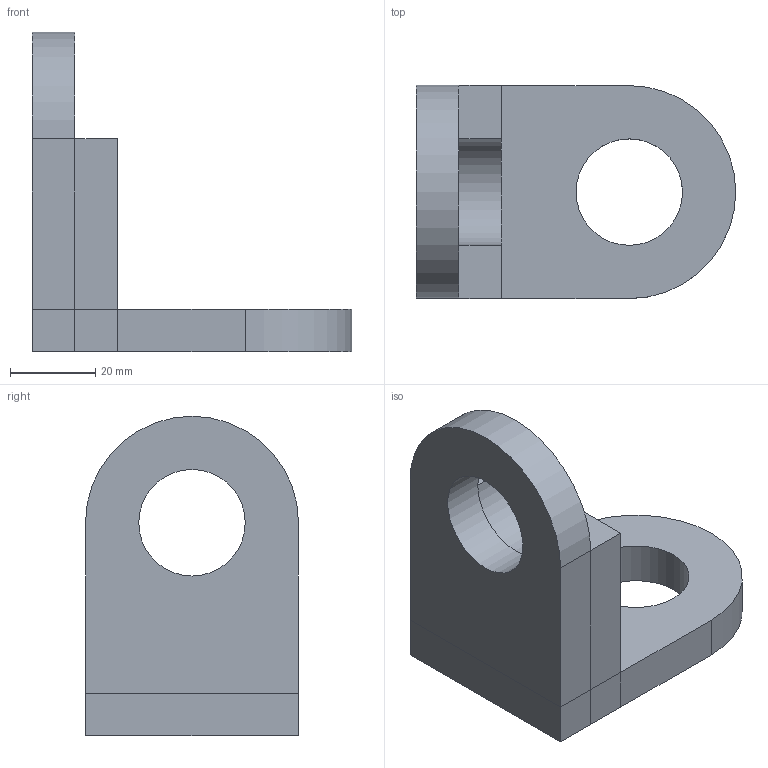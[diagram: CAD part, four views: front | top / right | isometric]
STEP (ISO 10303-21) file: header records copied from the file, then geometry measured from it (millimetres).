
FILE_DESCRIPTION(/* description */ (''),/* implementation_level */ '2;1');
FILE_NAME(/* name */ 'Exercise - 52 v1.step',/* time_stamp */ '2025-10-10T15:11:31+05:30',/* author */ (''),/* organization */ (''),/* preprocessor_version */ 'ST-DEVELOPER v20.1',/* originating_system */ 'Autodesk Translation Framework v14.17.0.0',/* authorisation */ '');
FILE_SCHEMA (('AUTOMOTIVE_DESIGN { 1 0 10303 214 3 1 1 }'));
Length unit declared in the file: millimetre
Products named in the file (1): Exercise - 52
Bounding box: 75 x 50 x 75 mm (x, y, z)
Volume: 82363.1 mm3; surface area: 24756.9 mm2
Topology: 3 solids, 3 shells, 22 faces, 48 edges, 32 vertices
Faces by surface type: plane 17, cylinder 5
Full cylindrical faces by diameter (mm): 25 x2
Entity records: 690 total; most frequent: DIRECTION 104, CARTESIAN_POINT 103, ORIENTED_EDGE 96, EDGE_CURVE 48, LINE 38, VECTOR 38, AXIS2_PLACEMENT_3D 33, VERTEX_POINT 32
